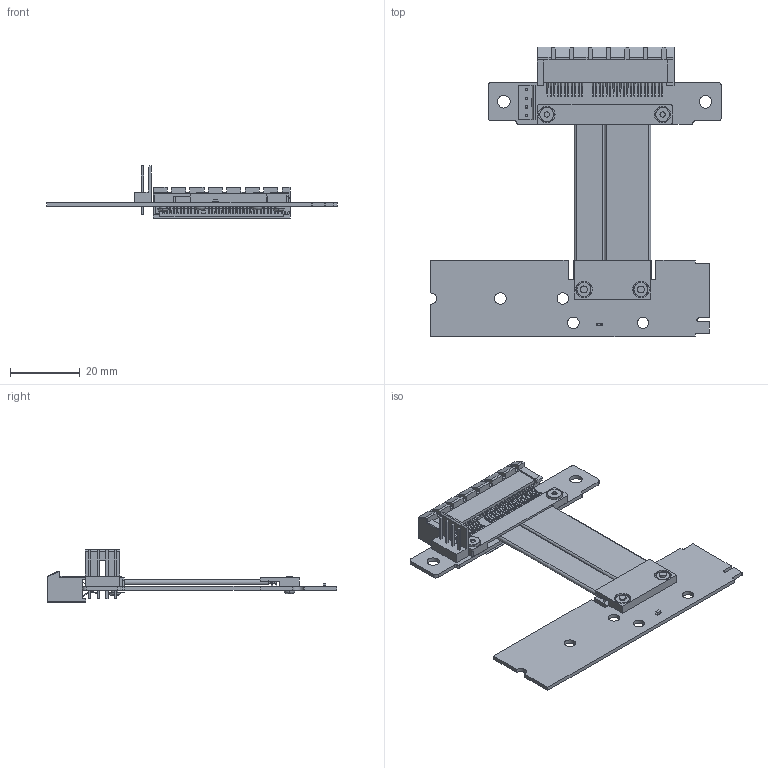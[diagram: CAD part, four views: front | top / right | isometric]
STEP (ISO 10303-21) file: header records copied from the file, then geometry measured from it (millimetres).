
FILE_DESCRIPTION(('Open CASCADE Model'),'2;1');
FILE_NAME('Open CASCADE Shape Model','2020-03-19T18:20:15',('Author'),( 'Open CASCADE'),'Open CASCADE STEP processor 6.8','Open CASCADE 6.8' ,'Unknown');
FILE_SCHEMA(('AUTOMOTIVE_DESIGN { 1 0 10303 214 1 1 1 1 }'));
Length unit declared in the file: millimetre
Products named in the file (82): PCB; Board; Open CASCADE STEP translator 6.8 6.1.1; AAA-PCI-4×_3D_RGB4404530; Open CASCADE STEP translator 6.8 6.3; LED_AP1608; Free-Models; 4P_power_c-171825-4-y-3d_RGB12967653; Hexagon_nut_ISO_4032_(DIN_934)_-_M2_RGB9411503; G0033_RGB9411503; Tape28x5_RGB0; RP22S-PAD; RP44S-PAD; cable20-43-s; cable13-43
Assembly tree (87 placements, depth 3):
  PCB
    Board
      Open CASCADE STEP translator 6.8 6.1.1
    (unnamed)
      AAA-PCI-4×_3D_RGB4404530
    Open CASCADE STEP translator 6.8 6.3
      LED_AP1608
    Free-Models
      4P_power_c-171825-4-y-3d_RGB12967653
      Hexagon_nut_ISO_4032_(DIN_934)_-_M2_RGB9411503  x4
      G0033_RGB9411503  x4
      Tape28x5_RGB0
      RP22S-PAD
      RP44S-PAD
      cable20-43-s
      cable20-43-s
      cable20-43-s
      cable20-43-s
      cable20-43-s
      cable20-43-s
      cable20-43-s
      cable20-43-s
      cable20-43-s
      cable20-43-s
      cable20-43-s
      cable20-43-s
      cable20-43-s
      cable20-43-s
      cable20-43-s
      cable20-43-s
      cable20-43-s
      cable20-43-s
      cable20-43-s
      cable20-43-s
      cable20-43-s
      cable20-43-s
      cable20-43-s
      cable20-43-s
      cable20-43-s
      cable20-43-s
      cable20-43-s
      cable20-43-s
      cable20-43-s
      cable20-43-s
      cable20-43-s
      cable20-43-s
      cable20-43-s
      cable20-43-s
      cable20-43-s
      cable20-43-s
      cable20-43-s
      cable20-43-s
      cable20-43-s
      cable20-43-s
      cable20-43-s
      cable13-43
      cable13-43
      cable13-43
      cable13-43
      cable13-43
Bounding box: 83.58 x 83.35 x 14.97 mm (x, y, z)
Volume: 7160.3 mm3; surface area: 15175.4 mm2
Topology: 87 solids, 87 shells, 3990 faces, 9722 edges, 6026 vertices
Faces by surface type: plane 2180, cylinder 1176, bspline 512, torus 66, cone 48, revolution 8
Full cylindrical faces by diameter (mm): 0.4 x165, 0.6 x73, 1.2 x4, 2.2 x7, 2.216 x1, 3.3 x4, 3.6 x2, 4.8 x4
Entity records: 155444 total; most frequent: CARTESIAN_POINT 34324, ORIENTED_EDGE 18796, DIRECTION 16065, EDGE_CURVE 9398, LINE 6407, VECTOR 6407, VERTEX_POINT 5822, AXIS2_PLACEMENT_3D 4828
